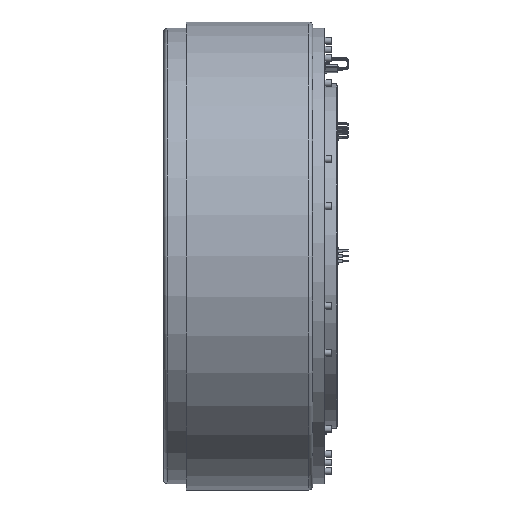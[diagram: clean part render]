
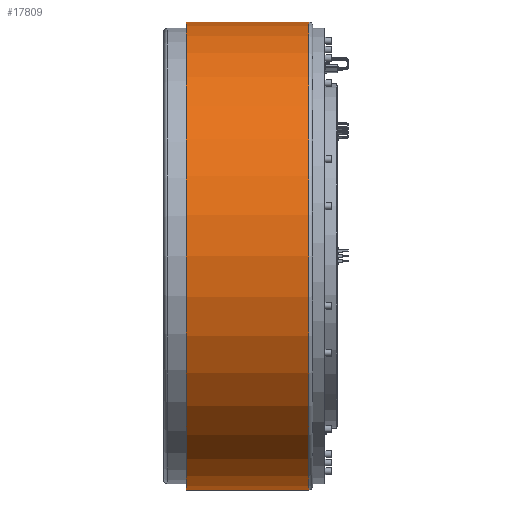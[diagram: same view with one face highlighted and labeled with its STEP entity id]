
A CAD part, front view. The second image highlights one B-rep face of the part: STEP entity #17809.
In plain terms, the highlighted cylindrical face has radius 57.3 mm (diameter 114.6 mm), a full revolution.
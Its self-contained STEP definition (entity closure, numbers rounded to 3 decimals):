
#1476=CYLINDRICAL_SURFACE('',#18951,57.3);
#1942=FACE_OUTER_BOUND('',#2744,.T.);
#2744=EDGE_LOOP('',(#12769,#12770,#12771,#12772,#12773,#12774,#12775));
#4062=LINE('',#27069,#5273);
#5273=VECTOR('',#21464,57.3);
#6533=CIRCLE('',#18918,57.3);
#6534=CIRCLE('',#18919,57.3);
#6535=CIRCLE('',#18920,57.3);
#6556=CIRCLE('',#18949,57.3);
#6557=CIRCLE('',#18950,57.3);
#7956=VERTEX_POINT('',#27010);
#7957=VERTEX_POINT('',#27012);
#7958=VERTEX_POINT('',#27014);
#7976=VERTEX_POINT('',#27064);
#7977=VERTEX_POINT('',#27065);
#9946=EDGE_CURVE('',#7956,#7957,#6533,.T.);
#9947=EDGE_CURVE('',#7957,#7958,#6534,.T.);
#9948=EDGE_CURVE('',#7958,#7956,#6535,.T.);
#9971=EDGE_CURVE('',#7976,#7977,#6556,.T.);
#9972=EDGE_CURVE('',#7977,#7976,#6557,.T.);
#9973=EDGE_CURVE('',#7958,#7977,#4062,.T.);
#12769=ORIENTED_EDGE('',*,*,#9947,.F.);
#12770=ORIENTED_EDGE('',*,*,#9946,.F.);
#12771=ORIENTED_EDGE('',*,*,#9948,.F.);
#12772=ORIENTED_EDGE('',*,*,#9973,.T.);
#12773=ORIENTED_EDGE('',*,*,#9972,.T.);
#12774=ORIENTED_EDGE('',*,*,#9971,.T.);
#12775=ORIENTED_EDGE('',*,*,#9973,.F.);
#17809=ADVANCED_FACE('',(#1942),#1476,.T.);
#18918=AXIS2_PLACEMENT_3D('',#27013,#21394,#21395);
#18919=AXIS2_PLACEMENT_3D('',#27015,#21396,#21397);
#18920=AXIS2_PLACEMENT_3D('',#27016,#21398,#21399);
#18949=AXIS2_PLACEMENT_3D('',#27066,#21458,#21459);
#18950=AXIS2_PLACEMENT_3D('',#27067,#21460,#21461);
#18951=AXIS2_PLACEMENT_3D('',#27068,#21462,#21463);
#21394=DIRECTION('center_axis',(0.,1.,0.));
#21395=DIRECTION('ref_axis',(1.,0.,0.));
#21396=DIRECTION('center_axis',(0.,1.,0.));
#21397=DIRECTION('ref_axis',(1.,0.,0.));
#21398=DIRECTION('center_axis',(0.,1.,0.));
#21399=DIRECTION('ref_axis',(1.,0.,0.));
#21458=DIRECTION('center_axis',(0.,1.,0.));
#21459=DIRECTION('ref_axis',(1.,0.,0.));
#21460=DIRECTION('center_axis',(0.,1.,0.));
#21461=DIRECTION('ref_axis',(1.,0.,0.));
#21462=DIRECTION('center_axis',(0.,1.,0.));
#21463=DIRECTION('ref_axis',(-1.,0.,0.));
#21464=DIRECTION('',(0.,-1.,0.));
#27010=CARTESIAN_POINT('',(0.,35.5,-57.3));
#27012=CARTESIAN_POINT('',(-57.3,35.5,0.));
#27013=CARTESIAN_POINT('Origin',(0.,35.5,0.));
#27014=CARTESIAN_POINT('',(57.3,35.5,0.));
#27015=CARTESIAN_POINT('Origin',(0.,35.5,0.));
#27016=CARTESIAN_POINT('Origin',(0.,35.5,0.));
#27064=CARTESIAN_POINT('',(-57.3,5.5,0.));
#27065=CARTESIAN_POINT('',(57.3,5.5,0.));
#27066=CARTESIAN_POINT('Origin',(0.,5.5,0.));
#27067=CARTESIAN_POINT('Origin',(0.,5.5,0.));
#27068=CARTESIAN_POINT('Origin',(0.,20.5,0.));
#27069=CARTESIAN_POINT('',(57.3,20.5,0.));
